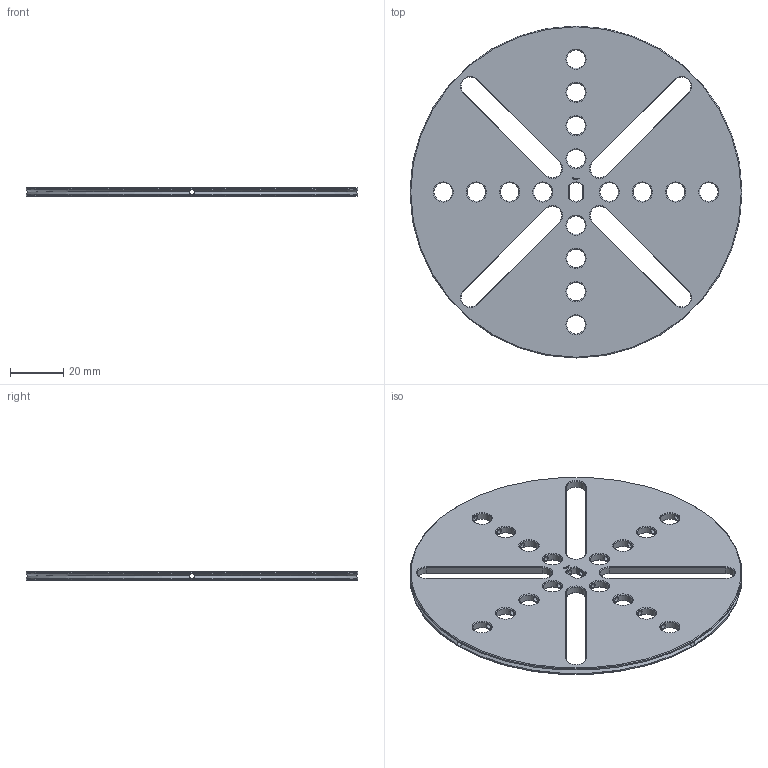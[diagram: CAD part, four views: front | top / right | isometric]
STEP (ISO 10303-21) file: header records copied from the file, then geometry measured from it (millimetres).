
FILE_DESCRIPTION(('FreeCAD Model'),'2;1');
FILE_NAME('Open CASCADE Shape Model','2023-11-14T00:47:39',(''),(''), 'Open CASCADE STEP processor 7.6','FreeCAD','Unknown');
FILE_SCHEMA(('AUTOMOTIVE_DESIGN { 1 0 10303 214 1 1 1 1 }'));
Products named in the file (1): Washer FXD OCT BU10.00x00.25 - SPN-WSR-0037 (stemfie.org)
Bounding box: 125 x 125 x 3.12 mm (x, y, z)
Volume: 31214.6 mm3; surface area: 24880.1 mm2
Topology: 1 solids, 1 shells, 626 faces, 1765 edges, 1152 vertices
Faces by surface type: plane 342, extrusion 174, cone 62, cylinder 48
Full cylindrical faces by diameter (mm): 2 x20, 7 x16, 125 x2
Entity records: 49216 total; most frequent: CARTESIAN_POINT 15391, DIRECTION 5488, VECTOR 4283, LINE 4109, ORIENTED_EDGE 3530, PCURVE 3530, DEFINITIONAL_REPRESENTATION 3530, EDGE_CURVE 1765
